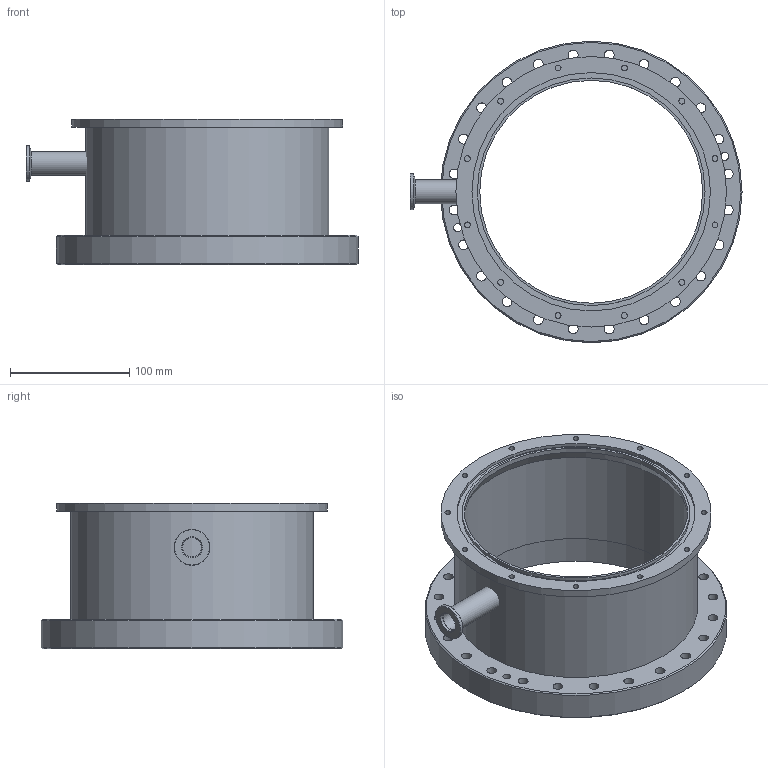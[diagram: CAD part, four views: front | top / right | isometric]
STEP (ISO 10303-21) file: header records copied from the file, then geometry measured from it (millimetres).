
FILE_DESCRIPTION(/* description */ (''),/* implementation_level */ '2;1');
FILE_NAME(/* name */ 'Aladdin_vc.stp',/* time_stamp */ '2025-07-02T15:22:11+02:00',/* author */ (''),/* organization */ (''),/* preprocessor_version */ 'ST-DEVELOPER v19.4',/* originating_system */ 'SIEMENS PLM Software NX2306.9102',/* authorisation */ '');
FILE_SCHEMA (('AUTOMOTIVE_DESIGN { 1 0 10303 214 3 1 1 1 }'));
Length unit declared in the file: millimetre
Products named in the file (1): vc_objects
Bounding box: 278.5 x 253 x 122 mm (x, y, z)
Volume: 632585.9 mm3; surface area: 245357.9 mm2
Topology: 3 solids, 3 shells, 73 faces, 181 edges, 120 vertices
Faces by surface type: cylinder 51, plane 12, cone 10
Full cylindrical faces by diameter (mm): 5 x12, 6.8 x2, 8.25 x24, 16 x1, 17.3 x1, 20 x1, 30 x1, 187 x1, 191 x1, 200 x3, 204 x1, 222.3 x1, 227 x1, 253 x1
Entity records: 2052 total; most frequent: DIRECTION 370, CARTESIAN_POINT 296, FACE_BOUND 222, EDGE_LOOP 222, ORIENTED_EDGE 222, AXIS2_PLACEMENT_3D 185, VERTEX_POINT 111, EDGE_CURVE 111
